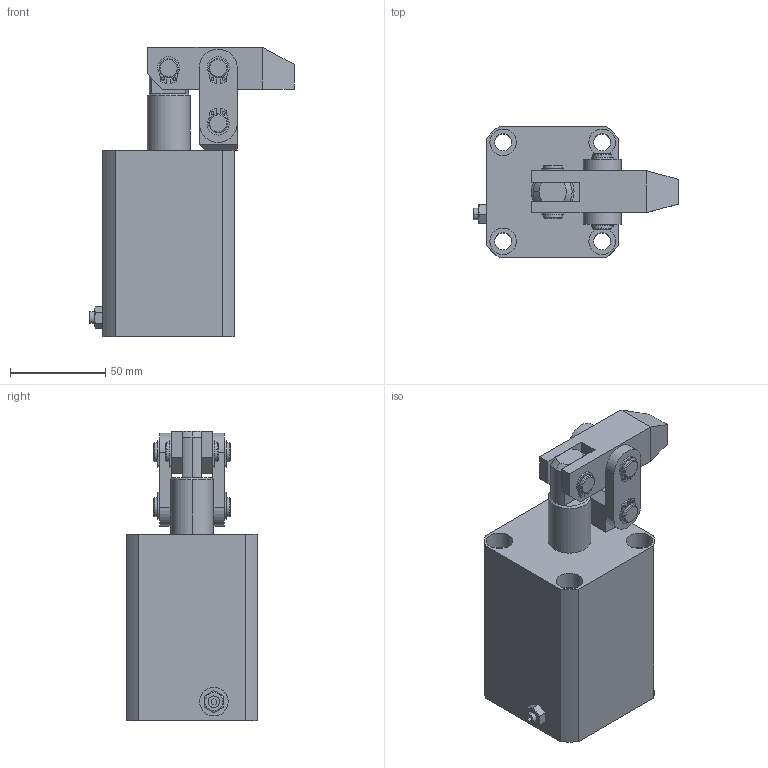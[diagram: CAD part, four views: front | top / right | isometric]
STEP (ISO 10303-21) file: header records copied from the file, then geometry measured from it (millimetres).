
FILE_DESCRIPTION (( 'STEP AP203' ), '1' );
FILE_NAME ('HLC-MF40.STEP', '2020-09-15T06:25:28', ( '微软用户' ), ( '微软中国' ), 'SwSTEP 2.0', 'SolidWorks 2012', '' );
FILE_SCHEMA (( 'CONFIG_CONTROL_DESIGN' ));
Length unit declared in the file: millimetre
Products named in the file (10): HLC-MF40; HLC-40盓傅; circlips for shaft--type a large gb_GB_CONNECTING_PIECE_RING_RRA 10; HLC-40酗种; HLC-40揤旋; HLC-40蟀裝; HLC-40活塞杆; HLC-40傻种; FCM32-覃誹概; HLC-MF40掛极
Assembly tree (16 placements, depth 2):
  HLC-MF40
    HLC-MF40掛极
    FCM32-覃誹概
    HLC-40傻种
    HLC-40活塞杆
    HLC-40蟀裝  x2
    HLC-40揤旋
    HLC-40酗种  x2
    circlips for shaft--type a large gb_GB_CONNECTING_PIECE_RING_RRA 10  x6
    HLC-40盓傅
Bounding box: 107.5 x 69 x 152 mm (x, y, z)
Volume: 459666.4 mm3; surface area: 89413.7 mm2
Topology: 16 solids, 16 shells, 410 faces, 1001 edges, 655 vertices
Faces by surface type: cylinder 199, plane 168, cone 21, bspline 16, torus 6
Entity records: 9898 total; most frequent: CARTESIAN_POINT 2273, DIRECTION 1368, ORIENTED_EDGE 1268, EDGE_CURVE 634, AXIS2_PLACEMENT_3D 504, VERTEX_POINT 413, VECTOR 360, LINE 360
